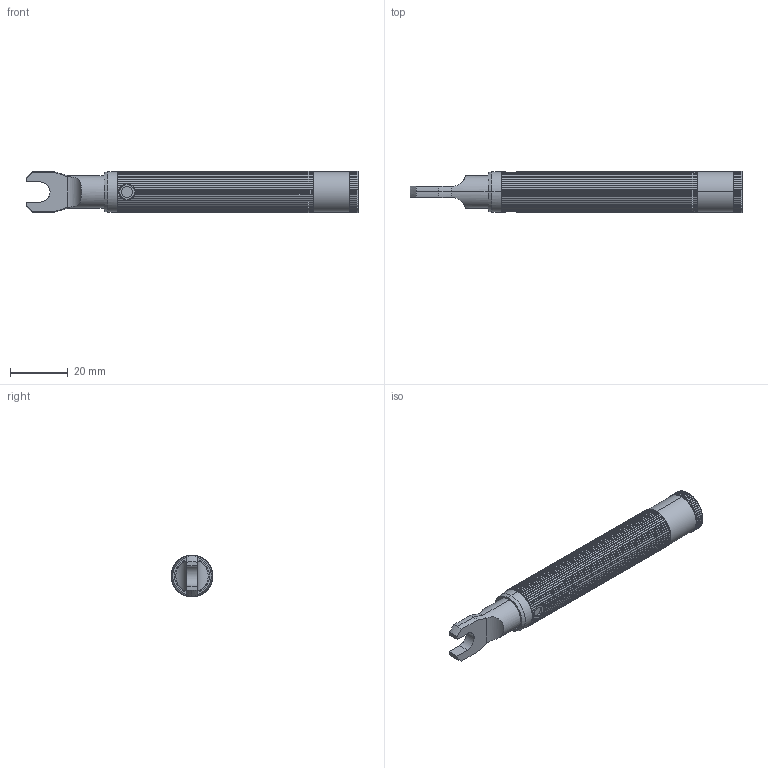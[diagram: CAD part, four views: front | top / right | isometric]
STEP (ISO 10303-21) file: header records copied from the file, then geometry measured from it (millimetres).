
FILE_DESCRIPTION (( 'STEP AP214' ), '1' );
FILE_NAME ('74Z-0-0-79_3D.step', '2023-10-11T15:51:15', ( '' ), ( '' ), 'SwSTEP 2.0', 'SolidWorks 2022', '' );
FILE_SCHEMA (( 'AUTOMOTIVE_DESIGN' ));
Length unit declared in the file: inch
Products named in the file (1): 74Z-0-0-79_3D
Bounding box: 115.16 x 14.48 x 14.48 mm (x, y, z)
Volume: 15730.6 mm3; surface area: 6394.4 mm2
Topology: 1 solids, 1 shells, 633 faces, 1497 edges, 872 vertices
Faces by surface type: plane 463, cylinder 161, cone 8, bspline 1
Entity records: 18095 total; most frequent: CARTESIAN_POINT 3554, DIRECTION 3123, ORIENTED_EDGE 2994, EDGE_CURVE 1497, AXIS2_PLACEMENT_3D 1097, LINE 929, VECTOR 929, VERTEX_POINT 872
